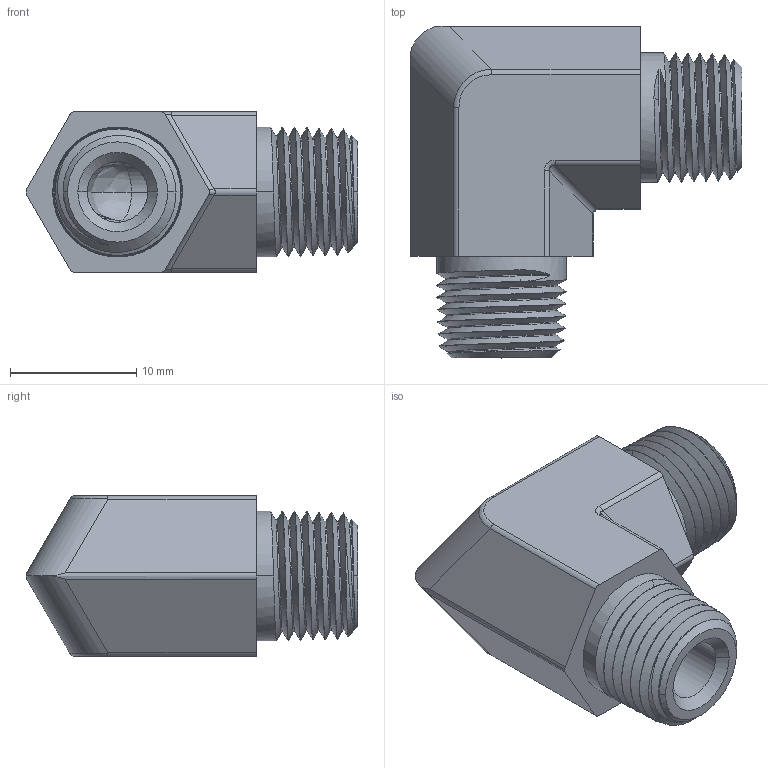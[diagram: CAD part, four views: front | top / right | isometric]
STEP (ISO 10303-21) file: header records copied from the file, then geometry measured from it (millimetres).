
FILE_DESCRIPTION((''),'2;1');
FILE_NAME('001_H-SML_MASTER','2025-07-07T15:46:49',('Administrator'),(''),'CREO PARAMETRIC BY PTC INC, 2020184','CREO PARAMETRIC BY PTC INC, 2020184','');
FILE_SCHEMA(('AUTOMOTIVE_DESIGN { 1 0 10303 214 1 1 1 1 }'));
Length unit declared in the file: millimetre
Products named in the file (1): 001_H-SML_MASTER
Bounding box: 26.3 x 26.3 x 12.7 mm (x, y, z)
Volume: 3490.4 mm3; surface area: 2467.6 mm2
Topology: 1 solids, 1 shells, 95 faces, 248 edges, 166 vertices
Faces by surface type: bspline 27, cylinder 24, cone 24, plane 20
Entity records: 15300 total; most frequent: CARTESIAN_POINT 12311, ORIENTED_EDGE 478, DIRECTION 335, PRESENTATION_STYLE_ASSIGNMENT 250, STYLED_ITEM 250, CURVE_STYLE 249, EDGE_CURVE 239, VERTEX_POINT 148
